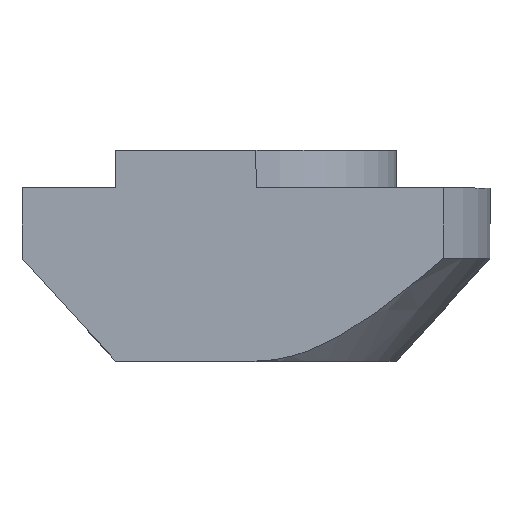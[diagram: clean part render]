
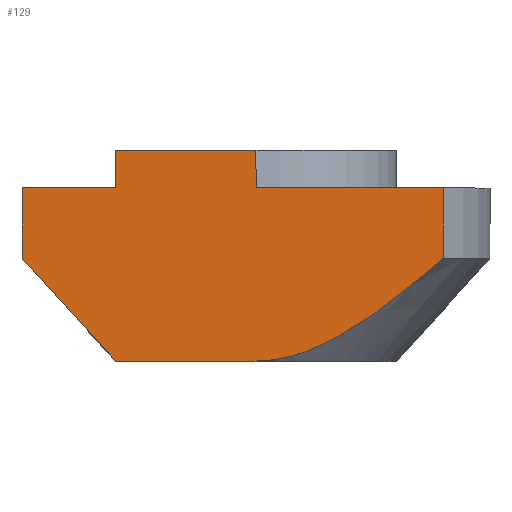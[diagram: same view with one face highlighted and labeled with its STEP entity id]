
A CAD part, top view. The second image highlights one B-rep face of the part: STEP entity #129.
In plain terms, the highlighted planar face has unit normal (0, 0, 1).
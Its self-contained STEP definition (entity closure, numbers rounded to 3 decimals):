
#2 = ORIENTED_EDGE ( 'NONE', *, *, #119, .F. ) ;
#9 = ORIENTED_EDGE ( 'NONE', *, *, #574, .T. ) ;
#11 = EDGE_CURVE ( 'NONE', #460, #817, #57, .T. ) ;
#14 = CARTESIAN_POINT ( 'NONE',  ( 3.412, -2.808, 3. ) ) ;
#25 = FACE_OUTER_BOUND ( 'NONE', #644, .T. ) ;
#36 = LINE ( 'NONE', #804, #390 ) ;
#42 = DIRECTION ( 'NONE',  ( 0., 1., 0. ) ) ;
#44 = CARTESIAN_POINT ( 'NONE',  ( -5., -0.8, 3. ) ) ;
#52 = EDGE_CURVE ( 'NONE', #817, #693, #701, .T. ) ;
#55 = VECTOR ( 'NONE', #270, 1000. ) ;
#56 = CARTESIAN_POINT ( 'NONE',  ( -3., -0.8, 3. ) ) ;
#57 = LINE ( 'NONE', #170, #812 ) ;
#68 = CARTESIAN_POINT ( 'NONE',  ( 4., -0.8, 3. ) ) ;
#79 = CARTESIAN_POINT ( 'NONE',  ( -3., 0., 3. ) ) ;
#82 = CARTESIAN_POINT ( 'NONE',  ( 0., 0., 3. ) ) ;
#84 = ORIENTED_EDGE ( 'NONE', *, *, #586, .T. ) ;
#119 = EDGE_CURVE ( 'NONE', #598, #188, #730, .T. ) ;
#129 = ADVANCED_FACE ( 'NONE', ( #25 ), #414, .F. ) ;
#148 = VECTOR ( 'NONE', #42, 1000. ) ;
#153 = DIRECTION ( 'NONE',  ( -1., 0., 0. ) ) ;
#162 = AXIS2_PLACEMENT_3D ( 'NONE', #82, #345, #595 ) ;
#170 = CARTESIAN_POINT ( 'NONE',  ( 4., -4.5, 3. ) ) ;
#174 = DIRECTION ( 'NONE',  ( 1., 0., 0. ) ) ;
#188 = VERTEX_POINT ( 'NONE', #561 ) ;
#213 = CARTESIAN_POINT ( 'NONE',  ( -3., -0.8, 3. ) ) ;
#223 = CARTESIAN_POINT ( 'NONE',  ( 0.955, -4.342, 3. ) ) ;
#262 = ORIENTED_EDGE ( 'NONE', *, *, #619, .T. ) ;
#264 = CARTESIAN_POINT ( 'NONE',  ( 4., -2.3, 3. ) ) ;
#270 = DIRECTION ( 'NONE',  ( 0., -1., 0. ) ) ;
#277 = DIRECTION ( 'NONE',  ( -1., 0., 0. ) ) ;
#281 = CARTESIAN_POINT ( 'NONE',  ( 3., 0., 3. ) ) ;
#288 = B_SPLINE_CURVE_WITH_KNOTS ( 'NONE', 3,
 ( #459, #594, #14, #783, #649, #602, #289, #223, #779, #399, #592, #731 ),
 .UNSPECIFIED., .F., .F.,
 ( 4, 2, 2, 2, 2, 4 ),
 ( 0.006, 0.008, 0.009, 0.01, 0.01, 0.011 ),
 .UNSPECIFIED. ) ;
#289 = CARTESIAN_POINT ( 'NONE',  ( 1.497, -4.131, 3. ) ) ;
#301 = VECTOR ( 'NONE', #277, 1000. ) ;
#306 = VERTEX_POINT ( 'NONE', #44 ) ;
#333 = LINE ( 'NONE', #79, #55 ) ;
#339 = CARTESIAN_POINT ( 'NONE',  ( 3., -0.8, 3. ) ) ;
#342 = CARTESIAN_POINT ( 'NONE',  ( -5., -0.8, 3. ) ) ;
#344 = LINE ( 'NONE', #342, #658 ) ;
#345 = DIRECTION ( 'NONE',  ( 0., 0., -1. ) ) ;
#346 = DIRECTION ( 'NONE',  ( 0., 1., 0. ) ) ;
#353 = ORIENTED_EDGE ( 'NONE', *, *, #724, .T. ) ;
#360 = ORIENTED_EDGE ( 'NONE', *, *, #750, .T. ) ;
#384 = VERTEX_POINT ( 'NONE', #764 ) ;
#390 = VECTOR ( 'NONE', #174, 1000. ) ;
#393 = CARTESIAN_POINT ( 'NONE',  ( 0., -4.5, 3. ) ) ;
#399 = CARTESIAN_POINT ( 'NONE',  ( 0.387, -4.479, 3. ) ) ;
#400 = DIRECTION ( 'NONE',  ( -0.673, 0.74, 0. ) ) ;
#402 = VERTEX_POINT ( 'NONE', #56 ) ;
#408 = CARTESIAN_POINT ( 'NONE',  ( -3., -4.5, 3. ) ) ;
#414 = PLANE ( 'NONE',  #162 ) ;
#425 = CARTESIAN_POINT ( 'NONE',  ( 0., 0., 3. ) ) ;
#455 = VECTOR ( 'NONE', #596, 1000. ) ;
#459 = CARTESIAN_POINT ( 'NONE',  ( 4., -2.3, 3. ) ) ;
#460 = VERTEX_POINT ( 'NONE', #264 ) ;
#462 = DIRECTION ( 'NONE',  ( 0., -1., 0. ) ) ;
#477 = VERTEX_POINT ( 'NONE', #393 ) ;
#489 = LINE ( 'NONE', #690, #148 ) ;
#493 = ORIENTED_EDGE ( 'NONE', *, *, #52, .T. ) ;
#494 = CARTESIAN_POINT ( 'NONE',  ( 0., -0.8, 3. ) ) ;
#528 = LINE ( 'NONE', #281, #301 ) ;
#541 = EDGE_CURVE ( 'NONE', #756, #384, #528, .T. ) ;
#545 = CARTESIAN_POINT ( 'NONE',  ( -3., -4.5, 3. ) ) ;
#561 = CARTESIAN_POINT ( 'NONE',  ( -5., -2.3, 3. ) ) ;
#574 = EDGE_CURVE ( 'NONE', #306, #188, #344, .T. ) ;
#586 = EDGE_CURVE ( 'NONE', #402, #306, #788, .T. ) ;
#592 = CARTESIAN_POINT ( 'NONE',  ( 0.195, -4.5, 3. ) ) ;
#594 = CARTESIAN_POINT ( 'NONE',  ( 3.708, -2.557, 3. ) ) ;
#595 = DIRECTION ( 'NONE',  ( -1., 0., 0. ) ) ;
#596 = DIRECTION ( 'NONE',  ( -1., 0., 0. ) ) ;
#598 = VERTEX_POINT ( 'NONE', #408 ) ;
#602 = CARTESIAN_POINT ( 'NONE',  ( 1.838, -3.941, 3. ) ) ;
#604 = EDGE_CURVE ( 'NONE', #460, #477, #288, .T. ) ;
#619 = EDGE_CURVE ( 'NONE', #384, #402, #333, .T. ) ;
#628 = VECTOR ( 'NONE', #153, 1000. ) ;
#644 = EDGE_LOOP ( 'NONE', ( #2, #353, #733, #754, #493, #360, #686, #262, #84, #9 ) ) ;
#649 = CARTESIAN_POINT ( 'NONE',  ( 2.492, -3.52, 3. ) ) ;
#655 = VECTOR ( 'NONE', #400, 1000. ) ;
#658 = VECTOR ( 'NONE', #462, 1000. ) ;
#686 = ORIENTED_EDGE ( 'NONE', *, *, #541, .T. ) ;
#690 = CARTESIAN_POINT ( 'NONE',  ( 0., -5.043, 3. ) ) ;
#693 = VERTEX_POINT ( 'NONE', #494 ) ;
#701 = LINE ( 'NONE', #339, #628 ) ;
#724 = EDGE_CURVE ( 'NONE', #598, #477, #36, .T. ) ;
#730 = LINE ( 'NONE', #545, #655 ) ;
#731 = CARTESIAN_POINT ( 'NONE',  ( 0., -4.5, 3. ) ) ;
#733 = ORIENTED_EDGE ( 'NONE', *, *, #604, .F. ) ;
#750 = EDGE_CURVE ( 'NONE', #693, #756, #489, .T. ) ;
#754 = ORIENTED_EDGE ( 'NONE', *, *, #11, .T. ) ;
#756 = VERTEX_POINT ( 'NONE', #425 ) ;
#764 = CARTESIAN_POINT ( 'NONE',  ( -3., 0., 3. ) ) ;
#779 = CARTESIAN_POINT ( 'NONE',  ( 0.766, -4.4, 3. ) ) ;
#783 = CARTESIAN_POINT ( 'NONE',  ( 2.804, -3.289, 3. ) ) ;
#788 = LINE ( 'NONE', #213, #455 ) ;
#804 = CARTESIAN_POINT ( 'NONE',  ( -5., -4.5, 3. ) ) ;
#812 = VECTOR ( 'NONE', #346, 1000. ) ;
#817 = VERTEX_POINT ( 'NONE', #68 ) ;
